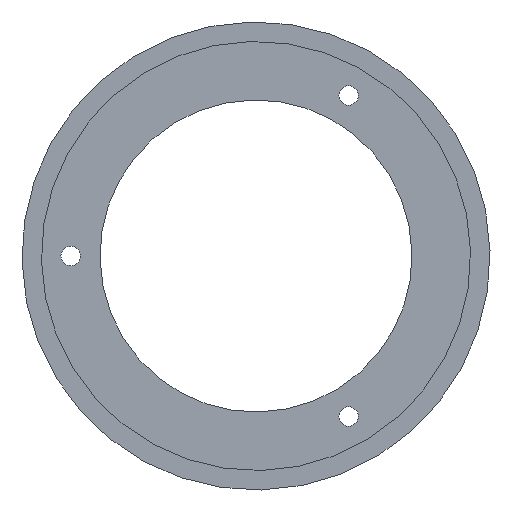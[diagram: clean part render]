
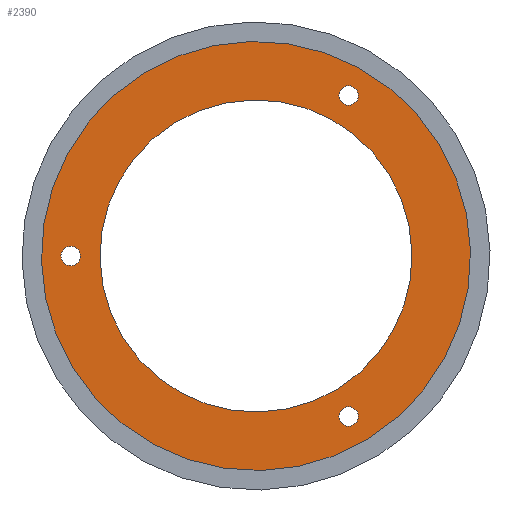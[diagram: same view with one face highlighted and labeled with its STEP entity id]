
A CAD part, front view. The second image highlights one B-rep face of the part: STEP entity #2390.
In plain terms, the highlighted planar face has unit normal (0, -1, 0).
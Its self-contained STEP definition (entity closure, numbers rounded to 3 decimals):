
#520=CARTESIAN_POINT('',(-36.268,-78.3,1.));
#530=VERTEX_POINT('',#520);
#710=CARTESIAN_POINT('',(-39.732,-78.3,-1.));
#720=VERTEX_POINT('',#710);
#750=CARTESIAN_POINT('',(-38.,-78.3,0.));
#760=DIRECTION('',(-0.,1.,0.));
#770=DIRECTION('',(0.866,0.,0.5));
#780=AXIS2_PLACEMENT_3D('',#750,#760,#770);
#790=CIRCLE('',#780,2.);
#800=EDGE_CURVE('',#720,#530,#790,.T.);
#1200=CARTESIAN_POINT('',(-21.095,-78.3,-38.614));
#1210=VERTEX_POINT('',#1200);
#1240=CARTESIAN_POINT('',(0.,-78.3,0.));
#1250=DIRECTION('',(0.,-1.,0.));
#1260=DIRECTION('',(0.479,0.,0.878));
#1270=AXIS2_PLACEMENT_3D('',#1240,#1250,#1260);
#1280=CIRCLE('',#1270,44.);
#1290=CARTESIAN_POINT('',(21.095,-78.3,38.614));
#1300=VERTEX_POINT('',#1290);
#1310=EDGE_CURVE('',#1210,#1300,#1280,.T.);
#1520=CARTESIAN_POINT('',(17.268,-78.3,-31.909));
#1530=VERTEX_POINT('',#1520);
#1580=CARTESIAN_POINT('',(19.,-78.3,-32.909));
#1590=DIRECTION('',(0.,1.,0.));
#1600=DIRECTION('',(-0.866,0.,0.5));
#1610=AXIS2_PLACEMENT_3D('',#1580,#1590,#1600);
#1620=CIRCLE('',#1610,2.);
#1630=CARTESIAN_POINT('',(20.732,-78.3,-33.909));
#1640=VERTEX_POINT('',#1630);
#1650=EDGE_CURVE('',#1530,#1640,#1620,.T.);
#1850=CARTESIAN_POINT('',(0.,-78.3,44.));
#1860=DIRECTION('',(0.,1.,0.));
#1870=DIRECTION('',(1.,0.,0.));
#1880=AXIS2_PLACEMENT_3D('',#1850,#1860,#1870);
#1890=PLANE('',#1880);
#1900=EDGE_CURVE('',#1300,#1210,#1280,.T.);
#1910=ORIENTED_EDGE('',*,*,#1900,.T.);
#1920=ORIENTED_EDGE('',*,*,#1310,.T.);
#1930=EDGE_LOOP('',(#1920,#1910));
#1940=FACE_OUTER_BOUND('',#1930,.T.);
#1950=CARTESIAN_POINT('',(0.,-78.3,0.));
#1960=DIRECTION('',(0.,1.,0.));
#1970=DIRECTION('',(-0.479,0.,-0.878));
#1980=AXIS2_PLACEMENT_3D('',#1950,#1960,#1970);
#1990=CIRCLE('',#1980,32.);
#2000=CARTESIAN_POINT('',(15.342,-78.3,28.083));
#2010=VERTEX_POINT('',#2000);
#2020=CARTESIAN_POINT('',(-15.342,-78.3,-28.083));
#2030=VERTEX_POINT('',#2020);
#2040=EDGE_CURVE('',#2010,#2030,#1990,.T.);
#2050=ORIENTED_EDGE('',*,*,#2040,.T.);
#2060=EDGE_CURVE('',#2030,#2010,#1990,.T.);
#2070=ORIENTED_EDGE('',*,*,#2060,.T.);
#2080=EDGE_LOOP('',(#2070,#2050));
#2090=FACE_BOUND('',#2080,.T.);
#2100=CARTESIAN_POINT('',(19.,-78.3,32.909));
#2110=DIRECTION('',(0.,1.,0.));
#2120=DIRECTION('',(0.,0.,-1.));
#2130=AXIS2_PLACEMENT_3D('',#2100,#2110,#2120);
#2140=CIRCLE('',#2130,2.);
#2150=CARTESIAN_POINT('',(19.,-78.3,34.909));
#2160=VERTEX_POINT('',#2150);
#2170=CARTESIAN_POINT('',(19.,-78.3,30.909));
#2180=VERTEX_POINT('',#2170);
#2190=EDGE_CURVE('',#2160,#2180,#2140,.T.);
#2200=ORIENTED_EDGE('',*,*,#2190,.T.);
#2210=EDGE_CURVE('',#2180,#2160,#2140,.T.);
#2220=ORIENTED_EDGE('',*,*,#2210,.T.);
#2230=EDGE_LOOP('',(#2220,#2200));
#2240=FACE_BOUND('',#2230,.T.);
#2250=ORIENTED_EDGE('',*,*,#1650,.T.);
#2260=CARTESIAN_POINT('',(17.,-78.3,-32.909));
#2270=VERTEX_POINT('',#2260);
#2280=EDGE_CURVE('',#2270,#1530,#1620,.T.);
#2290=ORIENTED_EDGE('',*,*,#2280,.T.);
#2300=EDGE_CURVE('',#1640,#2270,#1620,.T.);
#2310=ORIENTED_EDGE('',*,*,#2300,.T.);
#2320=EDGE_LOOP('',(#2310,#2290,#2250));
#2330=FACE_BOUND('',#2320,.T.);
#2340=EDGE_CURVE('',#530,#720,#790,.T.);
#2350=ORIENTED_EDGE('',*,*,#2340,.T.);
#2360=ORIENTED_EDGE('',*,*,#800,.T.);
#2370=EDGE_LOOP('',(#2360,#2350));
#2380=FACE_BOUND('',#2370,.T.);
#2390=ADVANCED_FACE('',(#1940,#2090,#2240,#2330,#2380),#1890,.F.);
